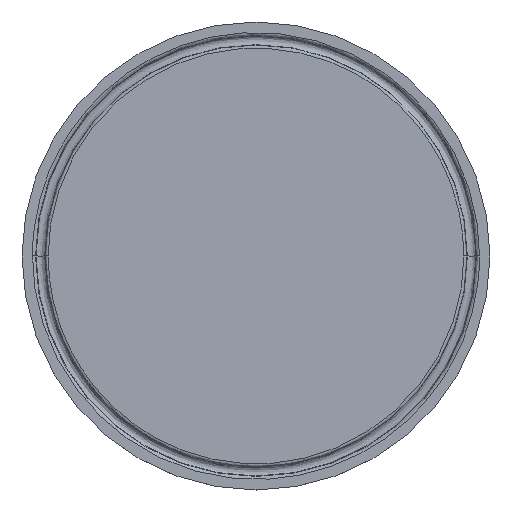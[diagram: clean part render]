
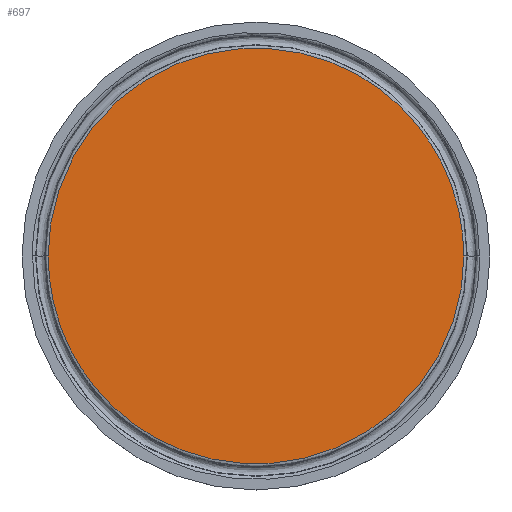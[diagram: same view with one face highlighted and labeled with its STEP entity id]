
A CAD part, top view. The second image highlights one B-rep face of the part: STEP entity #697.
In plain terms, the highlighted planar face has unit normal (0, 0, 1).
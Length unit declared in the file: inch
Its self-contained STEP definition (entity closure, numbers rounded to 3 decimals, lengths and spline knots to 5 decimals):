
#13 = PLANE ( 'NONE',  #563 ) ;
#46 = VERTEX_POINT ( 'NONE', #76 ) ;
#67 = ORIENTED_EDGE ( 'NONE', *, *, #227, .F. ) ;
#76 = CARTESIAN_POINT ( 'NONE',  ( 2.07913, 0., 0. ) ) ;
#86 = DIRECTION ( 'NONE',  ( 0., 0., -1. ) ) ;
#115 = CARTESIAN_POINT ( 'NONE',  ( 2.07913, -4.15826, 0. ) ) ;
#171 = CARTESIAN_POINT ( 'NONE',  ( -2.07913, 4.15826, 0. ) ) ;
#194 = EDGE_LOOP ( 'NONE', ( #653, #67 ) ) ;
#227 = EDGE_CURVE ( 'NONE', #442, #46, #666, .T. ) ;
#239 = EDGE_CURVE ( 'NONE', #46, #442, #531, .T. ) ;
#279 = CARTESIAN_POINT ( 'NONE',  ( 2.07913, 0., 0. ) ) ;
#281 = CARTESIAN_POINT ( 'NONE',  ( -2.07913, 0., 0. ) ) ;
#369 = CARTESIAN_POINT ( 'NONE',  ( -2.07913, 0., 0. ) ) ;
#430 = CARTESIAN_POINT ( 'NONE',  ( 2.07913, 0., 0. ) ) ;
#442 = VERTEX_POINT ( 'NONE', #490 ) ;
#459 = DIRECTION ( 'NONE',  ( -1., 0., 0. ) ) ;
#490 = CARTESIAN_POINT ( 'NONE',  ( -2.07913, 0., 0. ) ) ;
#494 = FACE_OUTER_BOUND ( 'NONE', #194, .T. ) ;
#531 =( BOUNDED_CURVE ( )  B_SPLINE_CURVE ( 3, ( #430, #115, #602, #281 ),
 .UNSPECIFIED., .F., .F. ) 
 B_SPLINE_CURVE_WITH_KNOTS ( ( 4, 4 ),
 ( 0., 1. ),
 .UNSPECIFIED. ) 
 CURVE ( )  GEOMETRIC_REPRESENTATION_ITEM ( )  RATIONAL_B_SPLINE_CURVE ( ( 1., 0.333, 0.333, 1. ) ) 
 REPRESENTATION_ITEM ( '' )  );
#562 = CARTESIAN_POINT ( 'NONE',  ( 0., 1.917, 0. ) ) ;
#563 = AXIS2_PLACEMENT_3D ( 'NONE', #562, #86, #459 ) ;
#598 = CARTESIAN_POINT ( 'NONE',  ( 2.07913, 4.15826, 0. ) ) ;
#602 = CARTESIAN_POINT ( 'NONE',  ( -2.07913, -4.15826, 0. ) ) ;
#653 = ORIENTED_EDGE ( 'NONE', *, *, #239, .F. ) ;
#666 =( BOUNDED_CURVE ( )  B_SPLINE_CURVE ( 3, ( #369, #171, #598, #279 ),
 .UNSPECIFIED., .F., .F. ) 
 B_SPLINE_CURVE_WITH_KNOTS ( ( 4, 4 ),
 ( 0., 1. ),
 .UNSPECIFIED. ) 
 CURVE ( )  GEOMETRIC_REPRESENTATION_ITEM ( )  RATIONAL_B_SPLINE_CURVE ( ( 1., 0.333, 0.333, 1. ) ) 
 REPRESENTATION_ITEM ( '' )  );
#697 = ADVANCED_FACE ( 'NONE', ( #494 ), #13, .F. ) ;
